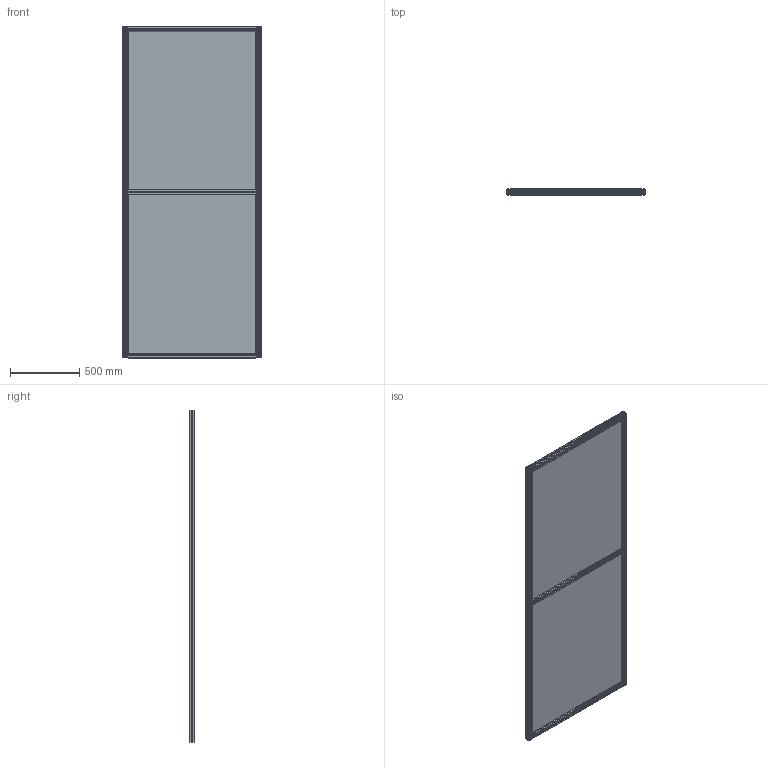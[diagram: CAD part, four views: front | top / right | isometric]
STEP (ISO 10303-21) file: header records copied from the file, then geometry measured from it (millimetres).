
FILE_DESCRIPTION(('STEP AP203'),'1');
FILE_NAME('SAFE08E6505.stp','2025-07-02T08:27:12',(' '),(' '),'Spatial InterOp 3D',' ',' ');
FILE_SCHEMA(('CONFIG_CONTROL_DESIGN'));
Length unit declared in the file: millimetre
Products named in the file (14): PanneauCompletEnRainure; Polycarbonate ep 4mm; Panneau pultrudé double vision 1000x2400; Fixation centrale P8; Vis HC pointeau - M8 × 16; Fut de serrage P8; Axe P8; traverse pultrudées; Profilé 8 40x40 pultrudé; SAFE08E6505 - Panneau pultrudé double vision 1000x2400
Assembly tree (16 placements, depth 5):
  SAFE08E6505 - Panneau pultrudé double vision 1000x2400
    Panneau pultrudé double vision 1000x2400
      PanneauCompletEnRainure
        Polycarbonate ep 4mm
      traverse pultrudées  x3
        Fixation centrale P8
          Vis HC pointeau - M8 × 16
          Fut de serrage P8
          Axe P8
        Profilé 8 40x40 pultrudé
      PanneauCompletEnRainure
        Polycarbonate ep 4mm
      Profilé 8 40x40 pultrudé
      Profilé 8 40x40 pultrudé
Bounding box: 1000 x 40 x 2400 mm (x, y, z)
Volume: 15345900.5 mm3; surface area: 6997482 mm2
Topology: 25 solids, 25 shells, 861 faces, 2462 edges, 1621 vertices
Faces by surface type: plane 370, cylinder 341, cone 138, torus 12
Full cylindrical faces by diameter (mm): 6 x6, 6.1 x6, 6.7 x11, 6.8 x6, 8 x12, 11 x12
Entity records: 13510 total; most frequent: CARTESIAN_POINT 2926, DIRECTION 1834, ORIENTED_EDGE 1830, EDGE_CURVE 915, AXIS2_PLACEMENT_3D 649, VERTEX_POINT 621, LINE 536, VECTOR 536
